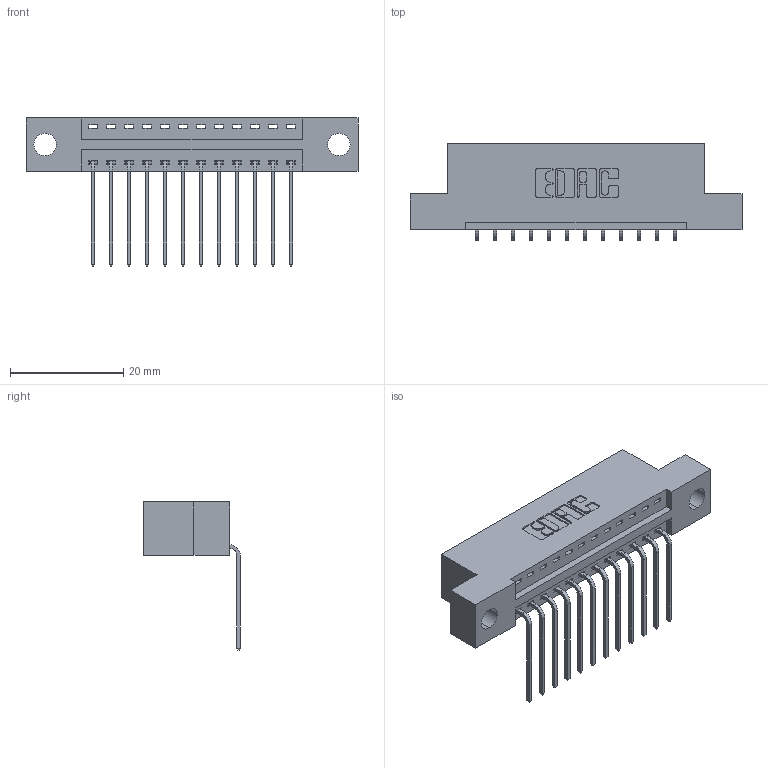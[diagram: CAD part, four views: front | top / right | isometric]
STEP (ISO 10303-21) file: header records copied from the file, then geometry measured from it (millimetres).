
FILE_DESCRIPTION (( 'STEP AP203' ), '1' );
FILE_NAME ('346-012-559-104.STEP', '2022-05-05T03:33:26', ( '' ), ( '' ), 'SwSTEP 2.0', 'SolidWorks 2020', '' );
FILE_SCHEMA (( 'CONFIG_CONTROL_DESIGN' ));
Length unit declared in the file: inch
Products named in the file (3): 345-292-001_558 559 Tail - 1; 346-012-559-104; 346 Part_Flush Mounting Lugs - 0.156 Dia-TH
Assembly tree (13 placements, depth 2):
  346-012-559-104
    346 Part_Flush Mounting Lugs - 0.156 Dia-TH
    345-292-001_558 559 Tail - 1  x12
Bounding box: 58.67 x 17.08 x 26.16 mm (x, y, z)
Volume: 5343.7 mm3; surface area: 6431 mm2
Topology: 13 solids, 13 shells, 856 faces, 2549 edges, 1682 vertices
Faces by surface type: plane 594, cylinder 262
Entity records: 11989 total; most frequent: CARTESIAN_POINT 2074, ORIENTED_EDGE 2018, DIRECTION 1865, EDGE_CURVE 1009, LINE 829, VECTOR 829, VERTEX_POINT 670, AXIS2_PLACEMENT_3D 518
